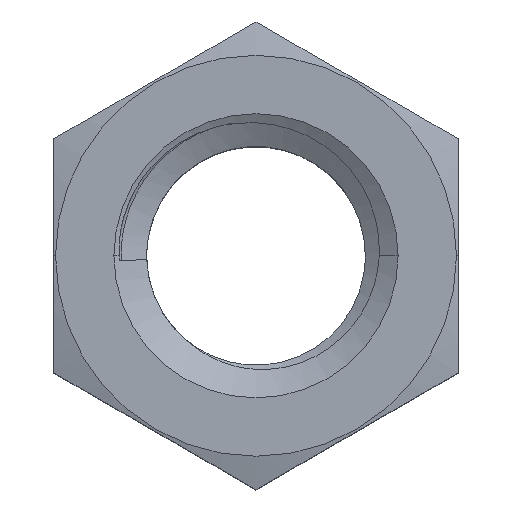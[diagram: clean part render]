
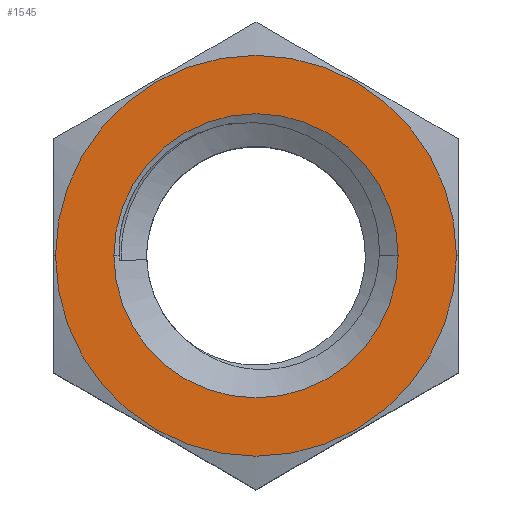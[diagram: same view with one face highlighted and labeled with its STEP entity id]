
A CAD part, top view. The second image highlights one B-rep face of the part: STEP entity #1545.
In plain terms, the highlighted planar face has unit normal (0, 0, 1).
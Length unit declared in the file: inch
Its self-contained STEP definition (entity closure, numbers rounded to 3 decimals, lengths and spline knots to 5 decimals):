
#10 = DIRECTION ( 'NONE',  ( 1., 0., 0. ) ) ;
#11 = DIRECTION ( 'NONE',  ( 0., 0., 1. ) ) ;
#12 = CARTESIAN_POINT ( 'NONE',  ( 0., 0., 0.39063 ) ) ;
#20 = CIRCLE ( 'NONE', #26, 0.27844 ) ;
#26 = AXIS2_PLACEMENT_3D ( 'NONE', #12, #11, #10 ) ;
#68 = CARTESIAN_POINT ( 'NONE',  ( -0.19737, 0., 0.39063 ) ) ;
#114 = CARTESIAN_POINT ( 'NONE',  ( 0.27844, 0., 0.39063 ) ) ;
#658 = CIRCLE ( 'NONE', #746, 0.27844 ) ;
#676 = CARTESIAN_POINT ( 'NONE',  ( 0., 0., 0.39063 ) ) ;
#746 = AXIS2_PLACEMENT_3D ( 'NONE', #676, #790, #789 ) ;
#789 = DIRECTION ( 'NONE',  ( 1., 0., 0. ) ) ;
#790 = DIRECTION ( 'NONE',  ( 0., 0., 1. ) ) ;
#858 = FACE_OUTER_BOUND ( 'NONE', #1526, .T. ) ;
#865 = FACE_BOUND ( 'NONE', #1543, .T. ) ;
#870 = AXIS2_PLACEMENT_3D ( 'NONE', #934, #933, #930 ) ;
#902 = PLANE ( 'NONE',  #870 ) ;
#906 = DIRECTION ( 'NONE',  ( 1., 0., 0. ) ) ;
#907 = DIRECTION ( 'NONE',  ( 0., 0., -1. ) ) ;
#908 = CARTESIAN_POINT ( 'NONE',  ( 0., 0., 0.39063 ) ) ;
#930 = DIRECTION ( 'NONE',  ( 1., 0., 0. ) ) ;
#931 = AXIS2_PLACEMENT_3D ( 'NONE', #908, #907, #906 ) ;
#932 = CIRCLE ( 'NONE', #931, 0.19737 ) ;
#933 = DIRECTION ( 'NONE',  ( 0., 0., 1. ) ) ;
#934 = CARTESIAN_POINT ( 'NONE',  ( 0., 0., 0.39063 ) ) ;
#1186 = EDGE_CURVE ( 'NONE', #1192, #1254, #2906, .T. ) ;
#1192 = VERTEX_POINT ( 'NONE', #2880 ) ;
#1193 = VERTEX_POINT ( 'NONE', #2892 ) ;
#1204 = EDGE_CURVE ( 'NONE', #1237, #1193, #20, .T. ) ;
#1237 = VERTEX_POINT ( 'NONE', #114 ) ;
#1254 = VERTEX_POINT ( 'NONE', #68 ) ;
#1290 = ORIENTED_EDGE ( 'NONE', *, *, #1530, .T. ) ;
#1294 = ORIENTED_EDGE ( 'NONE', *, *, #1546, .T. ) ;
#1405 = ORIENTED_EDGE ( 'NONE', *, *, #1204, .T. ) ;
#1408 = ORIENTED_EDGE ( 'NONE', *, *, #1186, .T. ) ;
#1526 = EDGE_LOOP ( 'NONE', ( #1290, #1405 ) ) ;
#1530 = EDGE_CURVE ( 'NONE', #1193, #1237, #658, .T. ) ;
#1543 = EDGE_LOOP ( 'NONE', ( #1408, #1294 ) ) ;
#1545 = ADVANCED_FACE ( 'NONE', ( #858, #865 ), #902, .T. ) ;
#1546 = EDGE_CURVE ( 'NONE', #1254, #1192, #932, .T. ) ;
#2858 = AXIS2_PLACEMENT_3D ( 'NONE', #2905, #2887, #2879 ) ;
#2879 = DIRECTION ( 'NONE',  ( 1., 0., 0. ) ) ;
#2880 = CARTESIAN_POINT ( 'NONE',  ( 0.19737, 0., 0.39063 ) ) ;
#2887 = DIRECTION ( 'NONE',  ( 0., 0., -1. ) ) ;
#2892 = CARTESIAN_POINT ( 'NONE',  ( -0.27844, 0., 0.39063 ) ) ;
#2905 = CARTESIAN_POINT ( 'NONE',  ( 0., 0., 0.39063 ) ) ;
#2906 = CIRCLE ( 'NONE', #2858, 0.19737 ) ;
